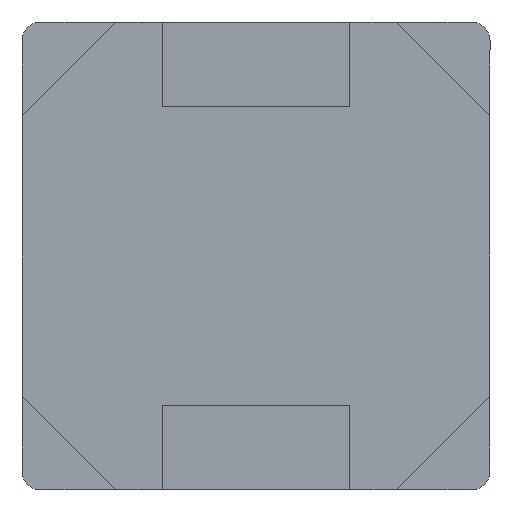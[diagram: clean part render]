
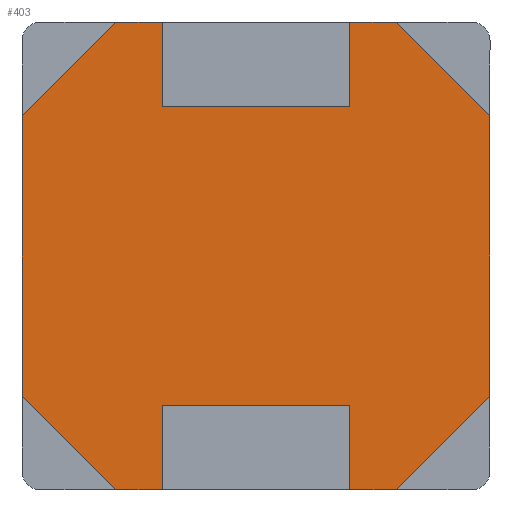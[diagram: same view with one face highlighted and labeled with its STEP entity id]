
A CAD part, front view. The second image highlights one B-rep face of the part: STEP entity #403.
In plain terms, the highlighted planar face has unit normal (0, -1, 0).
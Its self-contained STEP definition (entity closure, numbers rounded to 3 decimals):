
#5 = CARTESIAN_POINT ( 'NONE',  ( 3.75, -2.9, -6.25 ) ) ;
#13 = VERTEX_POINT ( 'NONE', #1375 ) ;
#43 = VERTEX_POINT ( 'NONE', #1090 ) ;
#47 = LINE ( 'NONE', #186, #299 ) ;
#58 = AXIS2_PLACEMENT_3D ( 'NONE', #462, #686, #1321 ) ;
#77 = VERTEX_POINT ( 'NONE', #94 ) ;
#82 = LINE ( 'NONE', #824, #345 ) ;
#88 = DIRECTION ( 'NONE',  ( -1., 0., 0. ) ) ;
#94 = CARTESIAN_POINT ( 'NONE',  ( -3.75, -2.9, -6.25 ) ) ;
#126 = EDGE_CURVE ( 'NONE', #426, #13, #1323, .T. ) ;
#128 = VERTEX_POINT ( 'NONE', #848 ) ;
#131 = VECTOR ( 'NONE', #1267, 1000. ) ;
#137 = CARTESIAN_POINT ( 'NONE',  ( -6.25, -2.9, 6.25 ) ) ;
#174 = VECTOR ( 'NONE', #1169, 1000. ) ;
#183 = VECTOR ( 'NONE', #423, 1000. ) ;
#186 = CARTESIAN_POINT ( 'NONE',  ( 2.5, -2.9, -4. ) ) ;
#196 = EDGE_CURVE ( 'NONE', #645, #231, #948, .T. ) ;
#197 = CARTESIAN_POINT ( 'NONE',  ( -2.5, -2.9, -6.25 ) ) ;
#199 = DIRECTION ( 'NONE',  ( 0.707, 0., 0.707 ) ) ;
#210 = CARTESIAN_POINT ( 'NONE',  ( -2.5, -2.9, 4. ) ) ;
#213 = VERTEX_POINT ( 'NONE', #210 ) ;
#220 = CARTESIAN_POINT ( 'NONE',  ( -2.5, -2.9, 6.25 ) ) ;
#231 = VERTEX_POINT ( 'NONE', #197 ) ;
#253 = EDGE_CURVE ( 'NONE', #266, #213, #339, .T. ) ;
#257 = ORIENTED_EDGE ( 'NONE', *, *, #126, .F. ) ;
#266 = VERTEX_POINT ( 'NONE', #869 ) ;
#299 = VECTOR ( 'NONE', #88, 1000. ) ;
#304 = LINE ( 'NONE', #633, #624 ) ;
#326 = DIRECTION ( 'NONE',  ( 0., 0., 1. ) ) ;
#329 = DIRECTION ( 'NONE',  ( 1., 0., 0. ) ) ;
#339 = LINE ( 'NONE', #220, #1197 ) ;
#341 = EDGE_CURVE ( 'NONE', #435, #1310, #884, .T. ) ;
#345 = VECTOR ( 'NONE', #395, 1000. ) ;
#352 = CARTESIAN_POINT ( 'NONE',  ( -6.25, -2.9, -6.25 ) ) ;
#395 = DIRECTION ( 'NONE',  ( -1., 0., 0. ) ) ;
#398 = VECTOR ( 'NONE', #1071, 1000. ) ;
#403 = ADVANCED_FACE ( 'NONE', ( #1307 ), #1220, .F. ) ;
#410 = CARTESIAN_POINT ( 'NONE',  ( -6.25, -2.9, -6.25 ) ) ;
#414 = CARTESIAN_POINT ( 'NONE',  ( -6.25, -2.9, -3.75 ) ) ;
#416 = ORIENTED_EDGE ( 'NONE', *, *, #196, .F. ) ;
#423 = DIRECTION ( 'NONE',  ( 0., 0., -1. ) ) ;
#426 = VERTEX_POINT ( 'NONE', #1012 ) ;
#435 = VERTEX_POINT ( 'NONE', #1114 ) ;
#455 = LINE ( 'NONE', #410, #131 ) ;
#459 = LINE ( 'NONE', #414, #174 ) ;
#462 = CARTESIAN_POINT ( 'NONE',  ( 0., -2.9, 0. ) ) ;
#465 = EDGE_CURVE ( 'NONE', #231, #77, #455, .T. ) ;
#490 = EDGE_CURVE ( 'NONE', #13, #1050, #692, .T. ) ;
#497 = ORIENTED_EDGE ( 'NONE', *, *, #490, .F. ) ;
#509 = ORIENTED_EDGE ( 'NONE', *, *, #614, .F. ) ;
#514 = ORIENTED_EDGE ( 'NONE', *, *, #1126, .F. ) ;
#516 = LINE ( 'NONE', #1094, #1301 ) ;
#532 = CARTESIAN_POINT ( 'NONE',  ( 2.5, -2.9, 6.25 ) ) ;
#534 = ORIENTED_EDGE ( 'NONE', *, *, #636, .F. ) ;
#535 = DIRECTION ( 'NONE',  ( 0., 0., -1. ) ) ;
#546 = ORIENTED_EDGE ( 'NONE', *, *, #776, .F. ) ;
#553 = CARTESIAN_POINT ( 'NONE',  ( -2.5, -2.9, -4. ) ) ;
#565 = EDGE_CURVE ( 'NONE', #43, #645, #47, .T. ) ;
#573 = VERTEX_POINT ( 'NONE', #990 ) ;
#598 = VECTOR ( 'NONE', #775, 1000. ) ;
#612 = EDGE_LOOP ( 'NONE', ( #693, #1237, #497, #257, #534, #860, #546, #1125, #694, #509, #514, #1278, #989, #982, #416, #1077 ) ) ;
#614 = EDGE_CURVE ( 'NONE', #1057, #266, #1364, .T. ) ;
#624 = VECTOR ( 'NONE', #199, 1000. ) ;
#629 = LINE ( 'NONE', #964, #851 ) ;
#633 = CARTESIAN_POINT ( 'NONE',  ( -3.75, -2.9, 6.25 ) ) ;
#636 = EDGE_CURVE ( 'NONE', #893, #426, #516, .T. ) ;
#645 = VERTEX_POINT ( 'NONE', #553 ) ;
#664 = VECTOR ( 'NONE', #535, 1000. ) ;
#686 = DIRECTION ( 'NONE',  ( 0., 1., 0. ) ) ;
#692 = LINE ( 'NONE', #5, #398 ) ;
#693 = ORIENTED_EDGE ( 'NONE', *, *, #1233, .F. ) ;
#694 = ORIENTED_EDGE ( 'NONE', *, *, #253, .F. ) ;
#705 = EDGE_CURVE ( 'NONE', #213, #573, #729, .T. ) ;
#729 = LINE ( 'NONE', #1363, #1231 ) ;
#742 = CARTESIAN_POINT ( 'NONE',  ( 6.25, -2.9, -6.25 ) ) ;
#748 = CARTESIAN_POINT ( 'NONE',  ( 3.75, -2.9, 6.25 ) ) ;
#775 = DIRECTION ( 'NONE',  ( 0., 0., 1. ) ) ;
#776 = EDGE_CURVE ( 'NONE', #573, #916, #629, .T. ) ;
#821 = CARTESIAN_POINT ( 'NONE',  ( 3.75, -2.9, -6.25 ) ) ;
#824 = CARTESIAN_POINT ( 'NONE',  ( -6.25, -2.9, -6.25 ) ) ;
#841 = EDGE_CURVE ( 'NONE', #77, #435, #459, .T. ) ;
#848 = CARTESIAN_POINT ( 'NONE',  ( 2.5, -2.9, -6.25 ) ) ;
#851 = VECTOR ( 'NONE', #1217, 1000. ) ;
#860 = ORIENTED_EDGE ( 'NONE', *, *, #1346, .F. ) ;
#869 = CARTESIAN_POINT ( 'NONE',  ( -2.5, -2.9, 6.25 ) ) ;
#884 = LINE ( 'NONE', #352, #598 ) ;
#893 = VERTEX_POINT ( 'NONE', #748 ) ;
#916 = VERTEX_POINT ( 'NONE', #532 ) ;
#948 = LINE ( 'NONE', #969, #664 ) ;
#954 = DIRECTION ( 'NONE',  ( 1., 0., 0. ) ) ;
#964 = CARTESIAN_POINT ( 'NONE',  ( 2.5, -2.9, 6.25 ) ) ;
#969 = CARTESIAN_POINT ( 'NONE',  ( -2.5, -2.9, -6.25 ) ) ;
#978 = CARTESIAN_POINT ( 'NONE',  ( -6.25, -2.9, 6.25 ) ) ;
#980 = DIRECTION ( 'NONE',  ( 0., 0., -1. ) ) ;
#982 = ORIENTED_EDGE ( 'NONE', *, *, #465, .F. ) ;
#989 = ORIENTED_EDGE ( 'NONE', *, *, #841, .F. ) ;
#990 = CARTESIAN_POINT ( 'NONE',  ( 2.5, -2.9, 4. ) ) ;
#1008 = VECTOR ( 'NONE', #1014, 1000. ) ;
#1012 = CARTESIAN_POINT ( 'NONE',  ( 6.25, -2.9, 3.75 ) ) ;
#1014 = DIRECTION ( 'NONE',  ( 1., 0., 0. ) ) ;
#1041 = VECTOR ( 'NONE', #326, 1000. ) ;
#1050 = VERTEX_POINT ( 'NONE', #821 ) ;
#1057 = VERTEX_POINT ( 'NONE', #1148 ) ;
#1071 = DIRECTION ( 'NONE',  ( -0.707, 0., -0.707 ) ) ;
#1076 = EDGE_CURVE ( 'NONE', #1050, #128, #82, .T. ) ;
#1077 = ORIENTED_EDGE ( 'NONE', *, *, #565, .F. ) ;
#1090 = CARTESIAN_POINT ( 'NONE',  ( 2.5, -2.9, -4. ) ) ;
#1094 = CARTESIAN_POINT ( 'NONE',  ( 6.25, -2.9, 3.75 ) ) ;
#1111 = CARTESIAN_POINT ( 'NONE',  ( -6.25, -2.9, 3.75 ) ) ;
#1114 = CARTESIAN_POINT ( 'NONE',  ( -6.25, -2.9, -3.75 ) ) ;
#1125 = ORIENTED_EDGE ( 'NONE', *, *, #705, .F. ) ;
#1126 = EDGE_CURVE ( 'NONE', #1310, #1057, #304, .T. ) ;
#1132 = VECTOR ( 'NONE', #329, 1000. ) ;
#1148 = CARTESIAN_POINT ( 'NONE',  ( -3.75, -2.9, 6.25 ) ) ;
#1169 = DIRECTION ( 'NONE',  ( -0.707, 0., 0.707 ) ) ;
#1188 = CARTESIAN_POINT ( 'NONE',  ( 2.5, -2.9, -6.25 ) ) ;
#1192 = DIRECTION ( 'NONE',  ( 0.707, 0., -0.707 ) ) ;
#1197 = VECTOR ( 'NONE', #980, 1000. ) ;
#1217 = DIRECTION ( 'NONE',  ( 0., 0., 1. ) ) ;
#1220 = PLANE ( 'NONE',  #58 ) ;
#1231 = VECTOR ( 'NONE', #954, 1000. ) ;
#1233 = EDGE_CURVE ( 'NONE', #128, #43, #1342, .T. ) ;
#1237 = ORIENTED_EDGE ( 'NONE', *, *, #1076, .F. ) ;
#1267 = DIRECTION ( 'NONE',  ( -1., 0., 0. ) ) ;
#1277 = LINE ( 'NONE', #137, #1008 ) ;
#1278 = ORIENTED_EDGE ( 'NONE', *, *, #341, .F. ) ;
#1301 = VECTOR ( 'NONE', #1192, 1000. ) ;
#1307 = FACE_OUTER_BOUND ( 'NONE', #612, .T. ) ;
#1310 = VERTEX_POINT ( 'NONE', #1111 ) ;
#1321 = DIRECTION ( 'NONE',  ( 0., 0., 1. ) ) ;
#1323 = LINE ( 'NONE', #742, #183 ) ;
#1342 = LINE ( 'NONE', #1188, #1041 ) ;
#1346 = EDGE_CURVE ( 'NONE', #916, #893, #1277, .T. ) ;
#1363 = CARTESIAN_POINT ( 'NONE',  ( -2.5, -2.9, 4. ) ) ;
#1364 = LINE ( 'NONE', #978, #1132 ) ;
#1375 = CARTESIAN_POINT ( 'NONE',  ( 6.25, -2.9, -3.75 ) ) ;
